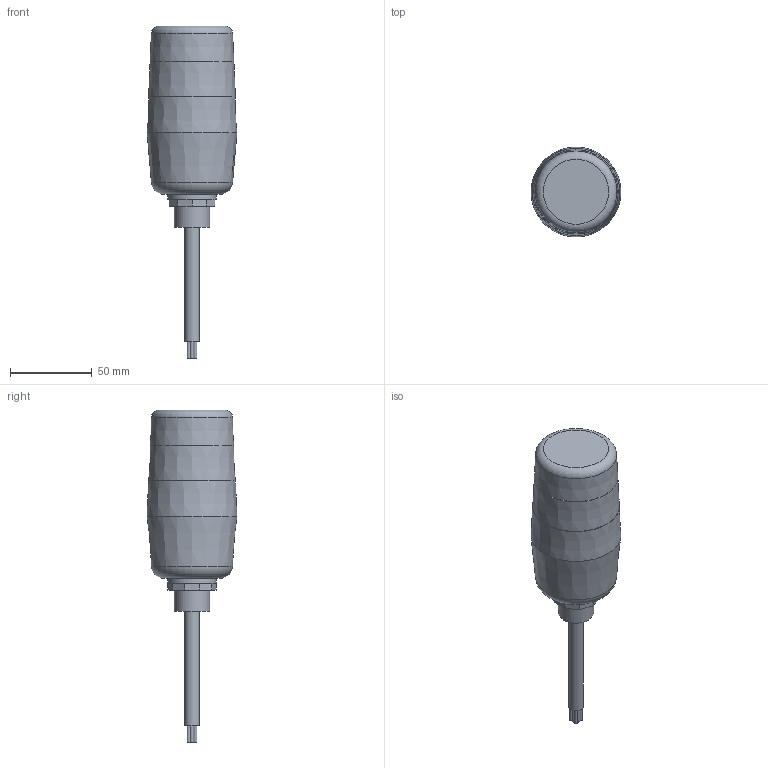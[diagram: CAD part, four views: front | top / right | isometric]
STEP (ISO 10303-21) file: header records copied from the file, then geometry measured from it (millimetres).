
FILE_DESCRIPTION((''),'2;1');
FILE_NAME('127245.stp','2020-01-08T08:20:17',('e.eickhoff'),(''),'Autodesk Inventor 2012','Autodesk Inventor 2012','');
FILE_SCHEMA(('AUTOMOTIVE_DESIGN { 1 0 10303 214 1 1 1 1 }'));
Length unit declared in the file: millimetre
Products named in the file (1): 127245
Bounding box: 55 x 55 x 203 mm (x, y, z)
Volume: 229801.1 mm3; surface area: 28137.5 mm2
Topology: 1 solids, 1 shells, 72 faces, 136 edges, 86 vertices
Faces by surface type: plane 45, cylinder 21, cone 4, torus 2
Full cylindrical faces by diameter (mm): 1.9 x9, 3 x7, 9 x1, 21.5 x1, 29.5 x1, 39.751 x2
Entity records: 1819 total; most frequent: CARTESIAN_POINT 464, DIRECTION 282, ORIENTED_EDGE 180, AXIS2_PLACEMENT_3D 126, EDGE_LOOP 122, EDGE_CURVE 90, FACE_OUTER_BOUND 72, ADVANCED_FACE 72
